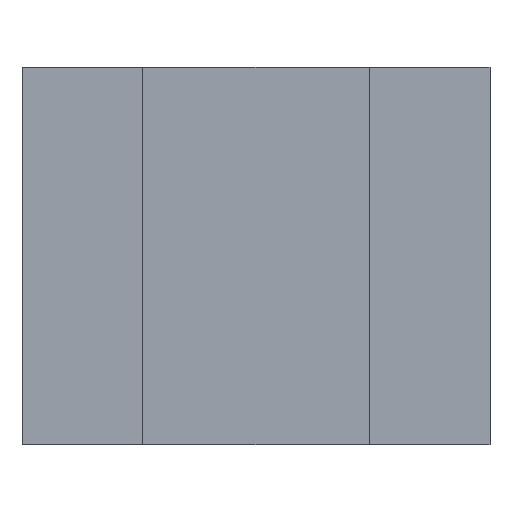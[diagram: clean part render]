
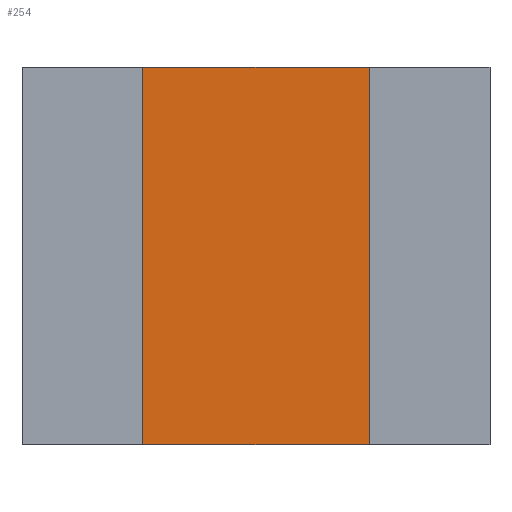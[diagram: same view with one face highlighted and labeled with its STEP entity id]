
A CAD part, front view. The second image highlights one B-rep face of the part: STEP entity #254.
In plain terms, the highlighted planar face has unit normal (0, -1, 0).
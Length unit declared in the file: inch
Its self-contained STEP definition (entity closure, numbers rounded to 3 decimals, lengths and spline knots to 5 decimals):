
#66 = EDGE_LOOP ( 'NONE', ( #445, #448, #568, #556 ) ) ;
#106 = CARTESIAN_POINT ( 'NONE',  ( 1.52, -0.57, 0. ) ) ;
#220 = VERTEX_POINT ( 'NONE', #880 ) ;
#254 = ADVANCED_FACE ( 'NONE', ( #1777 ), #678, .T. ) ;
#445 = ORIENTED_EDGE ( 'NONE', *, *, #1341, .F. ) ;
#448 = ORIENTED_EDGE ( 'NONE', *, *, #1300, .T. ) ;
#528 = VERTEX_POINT ( 'NONE', #106 ) ;
#546 = VERTEX_POINT ( 'NONE', #1412 ) ;
#556 = ORIENTED_EDGE ( 'NONE', *, *, #1347, .F. ) ;
#568 = ORIENTED_EDGE ( 'NONE', *, *, #1339, .F. ) ;
#626 = VERTEX_POINT ( 'NONE', #1420 ) ;
#678 = PLANE ( 'NONE',  #1907 ) ;
#699 = CARTESIAN_POINT ( 'NONE',  ( -1.52, -0.57, -3.08759 ) ) ;
#700 = DIRECTION ( 'NONE',  ( 0., -1., 0. ) ) ;
#701 = DIRECTION ( 'NONE',  ( 0., 0., -1. ) ) ;
#880 = CARTESIAN_POINT ( 'NONE',  ( -1.52, -0.57, 0. ) ) ;
#1300 = EDGE_CURVE ( 'NONE', #528, #546, #1524, .T. ) ;
#1339 = EDGE_CURVE ( 'NONE', #626, #546, #1600, .T. ) ;
#1341 = EDGE_CURVE ( 'NONE', #528, #220, #1604, .T. ) ;
#1347 = EDGE_CURVE ( 'NONE', #220, #626, #1616, .T. ) ;
#1412 = CARTESIAN_POINT ( 'NONE',  ( 1.52, -0.57, 2.5 ) ) ;
#1420 = CARTESIAN_POINT ( 'NONE',  ( -1.52, -0.57, 2.5 ) ) ;
#1524 = LINE ( 'NONE', #1651, #1527 ) ;
#1527 = VECTOR ( 'NONE', #1653, 39.37008 ) ;
#1600 = LINE ( 'NONE', #1849, #1603 ) ;
#1603 = VECTOR ( 'NONE', #1851, 39.37008 ) ;
#1604 = LINE ( 'NONE', #1853, #1607 ) ;
#1607 = VECTOR ( 'NONE', #1677, 39.37008 ) ;
#1616 = LINE ( 'NONE', #1687, #1619 ) ;
#1619 = VECTOR ( 'NONE', #1689, 39.37008 ) ;
#1651 = CARTESIAN_POINT ( 'NONE',  ( 1.52, -0.57, -3.08759 ) ) ;
#1653 = DIRECTION ( 'NONE',  ( 0., 0., 1. ) ) ;
#1677 = DIRECTION ( 'NONE',  ( -1., 0., 0. ) ) ;
#1687 = CARTESIAN_POINT ( 'NONE',  ( -1.52, -0.57, -3.08759 ) ) ;
#1689 = DIRECTION ( 'NONE',  ( 0., 0., 1. ) ) ;
#1777 = FACE_OUTER_BOUND ( 'NONE', #66, .T. ) ;
#1849 = CARTESIAN_POINT ( 'NONE',  ( -1.52, -0.57, 2.5 ) ) ;
#1851 = DIRECTION ( 'NONE',  ( 1., 0., 0. ) ) ;
#1853 = CARTESIAN_POINT ( 'NONE',  ( -1.52, -0.57, 0. ) ) ;
#1907 = AXIS2_PLACEMENT_3D ( 'NONE', #699, #700, #701 ) ;
